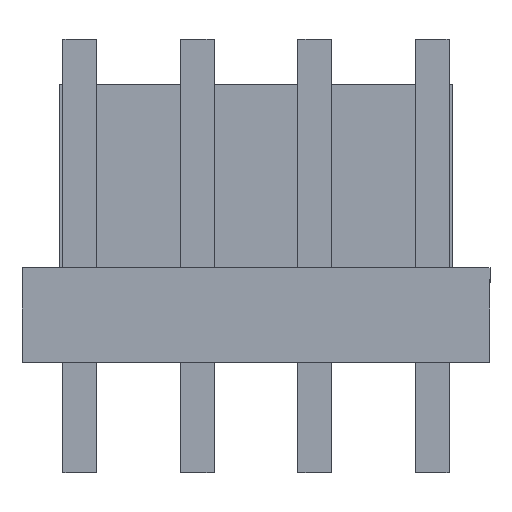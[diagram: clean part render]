
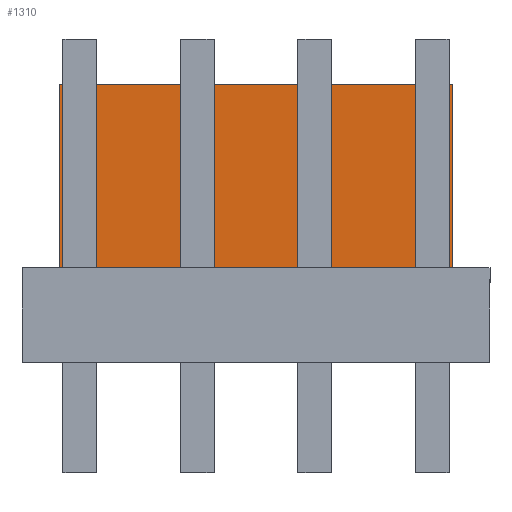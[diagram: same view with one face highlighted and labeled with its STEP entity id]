
A CAD part, top view. The second image highlights one B-rep face of the part: STEP entity #1310.
In plain terms, the highlighted planar face has unit normal (0, 0, 1).
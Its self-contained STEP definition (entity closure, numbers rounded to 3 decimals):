
#244 = VERTEX_POINT ( 'NONE', #983 ) ;
#246 = VERTEX_POINT ( 'NONE', #982 ) ;
#252 = EDGE_CURVE ( 'NONE', #246, #244, #976, .T. ) ;
#973 = DIRECTION ( 'NONE',  ( 1., 0., 0. ) ) ;
#974 = VECTOR ( 'NONE', #973, 1000. ) ;
#975 = CARTESIAN_POINT ( 'NONE',  ( -7.89, 3.2, -2.55 ) ) ;
#976 = LINE ( 'NONE', #975, #974 ) ;
#982 = CARTESIAN_POINT ( 'NONE',  ( -6.64, 3.2, -2.55 ) ) ;
#983 = CARTESIAN_POINT ( 'NONE',  ( 6.64, 3.2, -2.55 ) ) ;
#1037 = DIRECTION ( 'NONE',  ( 0., -1., 0. ) ) ;
#1038 = DIRECTION ( 'NONE',  ( 0., 0., 1. ) ) ;
#1039 = CARTESIAN_POINT ( 'NONE',  ( -7.89, 9.4, -2.55 ) ) ;
#1040 = AXIS2_PLACEMENT_3D ( 'NONE', #1039, #1038, #1037 ) ;
#1041 = PLANE ( 'NONE',  #1040 ) ;
#1042 = FACE_OUTER_BOUND ( 'NONE', #1172, .T. ) ;
#1081 = CARTESIAN_POINT ( 'NONE',  ( -6.64, 9.4, -2.55 ) ) ;
#1082 = DIRECTION ( 'NONE',  ( 0., -1., 0. ) ) ;
#1083 = VECTOR ( 'NONE', #1082, 1000. ) ;
#1084 = CARTESIAN_POINT ( 'NONE',  ( -6.64, 9.4, -2.55 ) ) ;
#1085 = LINE ( 'NONE', #1084, #1083 ) ;
#1086 = DIRECTION ( 'NONE',  ( 1., 0., 0. ) ) ;
#1087 = VECTOR ( 'NONE', #1086, 1000. ) ;
#1088 = CARTESIAN_POINT ( 'NONE',  ( -7.89, 9.4, -2.55 ) ) ;
#1089 = LINE ( 'NONE', #1088, #1087 ) ;
#1090 = CARTESIAN_POINT ( 'NONE',  ( 6.64, 9.4, -2.55 ) ) ;
#1091 = DIRECTION ( 'NONE',  ( 0., -1., 0. ) ) ;
#1093 = VECTOR ( 'NONE', #1091, 1000. ) ;
#1094 = CARTESIAN_POINT ( 'NONE',  ( 6.64, 9.4, -2.55 ) ) ;
#1095 = LINE ( 'NONE', #1094, #1093 ) ;
#1172 = EDGE_LOOP ( 'NONE', ( #1921, #1922, #1875, #1494 ) ) ;
#1310 = ADVANCED_FACE ( 'NONE', ( #1042 ), #1041, .T. ) ;
#1494 = ORIENTED_EDGE ( 'NONE', *, *, #1652, .F. ) ;
#1508 = EDGE_CURVE ( 'NONE', #1549, #244, #1095, .T. ) ;
#1549 = VERTEX_POINT ( 'NONE', #1090 ) ;
#1652 = EDGE_CURVE ( 'NONE', #1920, #1549, #1089, .T. ) ;
#1875 = ORIENTED_EDGE ( 'NONE', *, *, #1508, .F. ) ;
#1919 = EDGE_CURVE ( 'NONE', #1920, #246, #1085, .T. ) ;
#1920 = VERTEX_POINT ( 'NONE', #1081 ) ;
#1921 = ORIENTED_EDGE ( 'NONE', *, *, #1919, .T. ) ;
#1922 = ORIENTED_EDGE ( 'NONE', *, *, #252, .T. ) ;
